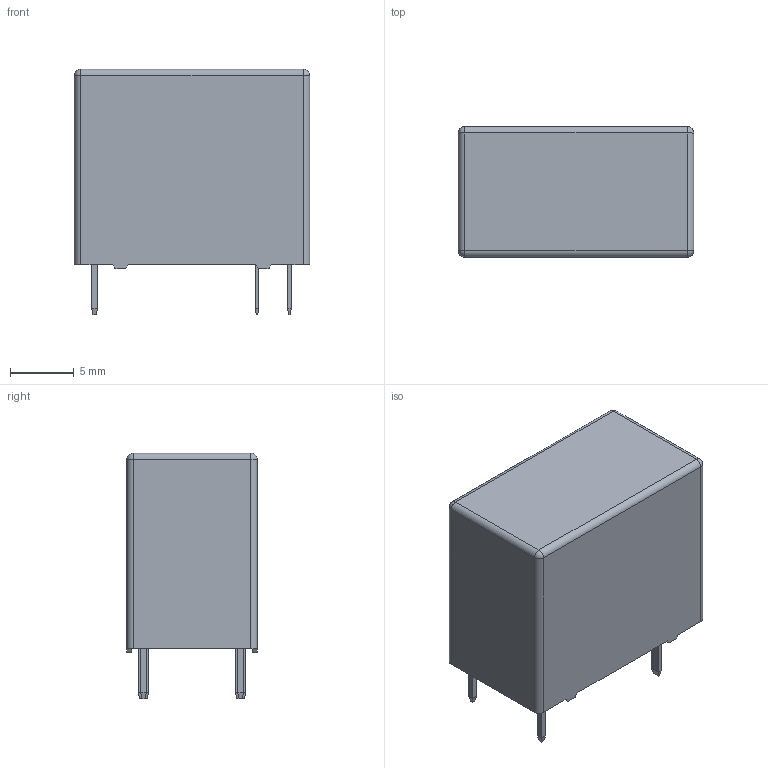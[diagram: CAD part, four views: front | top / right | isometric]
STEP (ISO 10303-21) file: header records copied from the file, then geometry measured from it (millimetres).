
FILE_DESCRIPTION (( 'STEP AP214' ), '1' );
FILE_NAME ('RELAY-TH_JZC-32F-012-HS3-555.step', '2023-08-03T05:53:46', ( '' ), ( '' ), 'SwSTEP 2.0', 'SolidWorks 2020', '' );
FILE_SCHEMA (( 'AUTOMOTIVE_DESIGN' ));
Length unit declared in the file: millimetre
Products named in the file (1): RELAY-TH_JZC-32F-012-HS3-555
Bounding box: 18.4 x 10.21 x 19.2 mm (x, y, z)
Volume: 2786.8 mm3; surface area: 1289 mm2
Topology: 1 solids, 1 shells, 306 faces, 819 edges, 534 vertices
Faces by surface type: plane 188, bspline 98, cylinder 16, sphere 4
Entity records: 13319 total; most frequent: CARTESIAN_POINT 2962, ORIENTED_EDGE 1630, DIRECTION 1065, EDGE_CURVE 815, LINE 583, VECTOR 583, VERTEX_POINT 534, EDGE_LOOP 329
